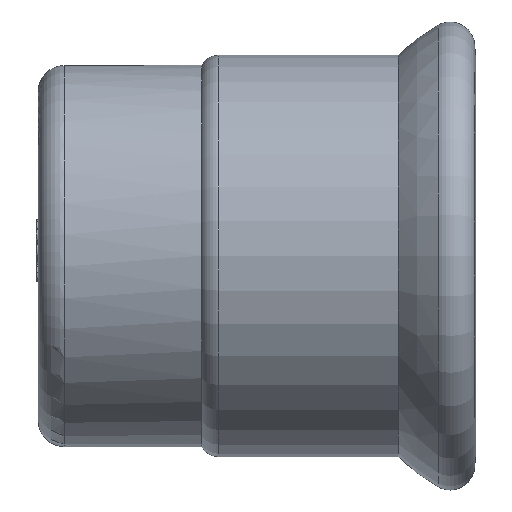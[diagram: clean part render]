
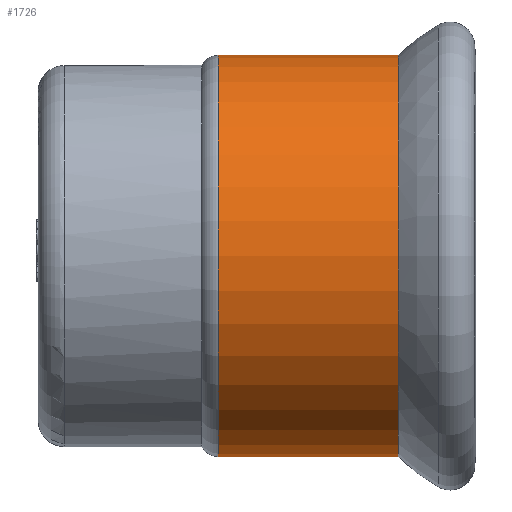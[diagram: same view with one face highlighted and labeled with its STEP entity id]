
A CAD part, top view. The second image highlights one B-rep face of the part: STEP entity #1726.
In plain terms, the highlighted cylindrical face has radius 46.8 mm (diameter 93.6 mm), a full revolution.
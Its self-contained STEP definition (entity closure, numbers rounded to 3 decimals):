
#318=LINE('',#3396,#414);
#414=VECTOR('',#2091,46.8);
#422=CYLINDRICAL_SURFACE('',#1828,46.8);
#515=FACE_OUTER_BOUND('',#619,.T.);
#619=EDGE_LOOP('',(#1605,#1606,#1607,#1608,#1609,#1610,#1611,#1612));
#623=CIRCLE('',#1750,46.8);
#624=CIRCLE('',#1751,46.8);
#628=CIRCLE('',#1755,46.8);
#664=CIRCLE('',#1824,46.8);
#665=CIRCLE('',#1825,46.8);
#666=CIRCLE('',#1826,46.8);
#674=VERTEX_POINT('',#2140);
#675=VERTEX_POINT('',#2141);
#676=VERTEX_POINT('',#2143);
#843=VERTEX_POINT('',#3388);
#844=VERTEX_POINT('',#3389);
#845=VERTEX_POINT('',#3391);
#851=EDGE_CURVE('',#674,#675,#623,.T.);
#852=EDGE_CURVE('',#675,#676,#624,.T.);
#856=EDGE_CURVE('',#676,#674,#628,.T.);
#1099=EDGE_CURVE('',#843,#844,#664,.T.);
#1100=EDGE_CURVE('',#845,#843,#665,.T.);
#1101=EDGE_CURVE('',#844,#845,#666,.T.);
#1103=EDGE_CURVE('',#675,#845,#318,.T.);
#1605=ORIENTED_EDGE('',*,*,#851,.F.);
#1606=ORIENTED_EDGE('',*,*,#856,.F.);
#1607=ORIENTED_EDGE('',*,*,#852,.F.);
#1608=ORIENTED_EDGE('',*,*,#1103,.T.);
#1609=ORIENTED_EDGE('',*,*,#1100,.T.);
#1610=ORIENTED_EDGE('',*,*,#1099,.T.);
#1611=ORIENTED_EDGE('',*,*,#1101,.T.);
#1612=ORIENTED_EDGE('',*,*,#1103,.F.);
#1726=ADVANCED_FACE('',(#515),#422,.T.);
#1750=AXIS2_PLACEMENT_3D('',#2142,#1840,#1841);
#1751=AXIS2_PLACEMENT_3D('',#2144,#1842,#1843);
#1755=AXIS2_PLACEMENT_3D('',#2150,#1850,#1851);
#1824=AXIS2_PLACEMENT_3D('',#3390,#2081,#2082);
#1825=AXIS2_PLACEMENT_3D('',#3392,#2083,#2084);
#1826=AXIS2_PLACEMENT_3D('',#3393,#2085,#2086);
#1828=AXIS2_PLACEMENT_3D('',#3395,#2089,#2090);
#1840=DIRECTION('center_axis',(1.,0.,0.));
#1841=DIRECTION('ref_axis',(0.,1.,0.));
#1842=DIRECTION('center_axis',(1.,0.,0.));
#1843=DIRECTION('ref_axis',(0.,1.,0.));
#1850=DIRECTION('center_axis',(1.,0.,0.));
#1851=DIRECTION('ref_axis',(0.,1.,0.));
#2081=DIRECTION('center_axis',(1.,0.,0.));
#2082=DIRECTION('ref_axis',(0.,1.,0.));
#2083=DIRECTION('center_axis',(1.,0.,0.));
#2084=DIRECTION('ref_axis',(0.,1.,0.));
#2085=DIRECTION('center_axis',(1.,0.,0.));
#2086=DIRECTION('ref_axis',(0.,1.,0.));
#2089=DIRECTION('center_axis',(1.,0.,0.));
#2090=DIRECTION('ref_axis',(0.,1.,0.));
#2091=DIRECTION('',(-1.,0.,0.));
#2140=CARTESIAN_POINT('',(-18.057,0.,46.8));
#2141=CARTESIAN_POINT('',(-18.057,-46.8,0.));
#2142=CARTESIAN_POINT('Origin',(-18.057,0.,0.));
#2143=CARTESIAN_POINT('',(-18.057,0.,-46.8));
#2144=CARTESIAN_POINT('Origin',(-18.057,0.,0.));
#2150=CARTESIAN_POINT('Origin',(-18.057,0.,0.));
#3388=CARTESIAN_POINT('',(-60.,46.8,0.));
#3389=CARTESIAN_POINT('',(-60.,0.,46.8));
#3390=CARTESIAN_POINT('Origin',(-60.,0.,0.));
#3391=CARTESIAN_POINT('',(-60.,-46.8,0.));
#3392=CARTESIAN_POINT('Origin',(-60.,0.,0.));
#3393=CARTESIAN_POINT('Origin',(-60.,0.,0.));
#3395=CARTESIAN_POINT('Origin',(-39.028,0.,0.));
#3396=CARTESIAN_POINT('',(-39.028,-46.8,0.));
